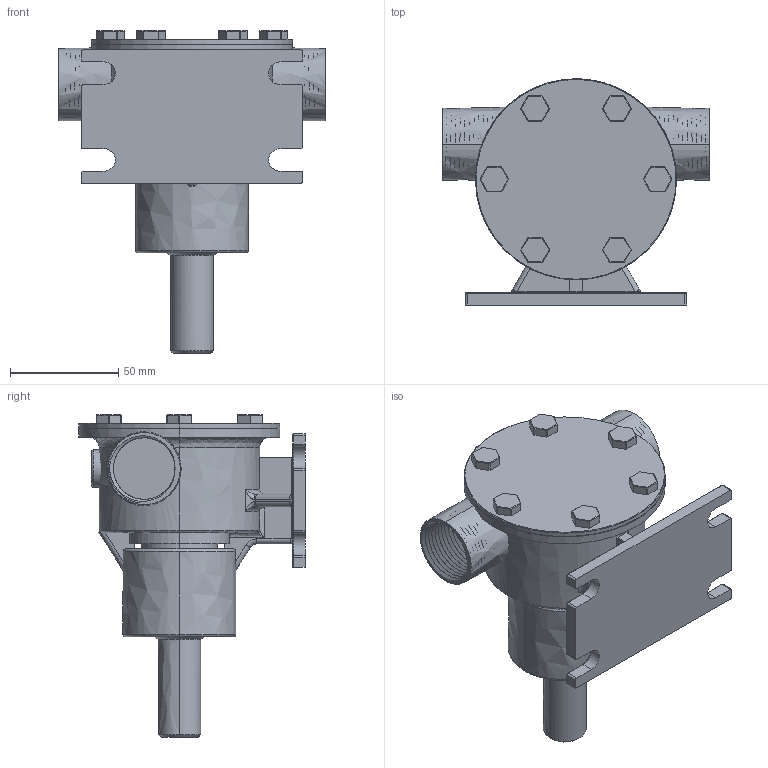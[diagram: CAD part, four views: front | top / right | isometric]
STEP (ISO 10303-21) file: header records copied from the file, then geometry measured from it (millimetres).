
FILE_DESCRIPTION(('FreeCAD Model'),'2;1');
FILE_NAME('Open CASCADE Shape Model','2025-05-04T01:00:16',('FreeCAD'),( 'FreeCAD'),'Open CASCADE STEP processor 7.6','FreeCAD','Unknown');
FILE_SCHEMA(('AUTOMOTIVE_DESIGN { 1 0 10303 214 1 1 1 1 }'));
Length unit declared in the file: millimetre
Products named in the file (1): Open CASCADE STEP translator 7.6 1
Bounding box: 123 x 104.43 x 149.1 mm (x, y, z)
Volume: 396714.6 mm3; surface area: 71995.9 mm2
Topology: 1 solids, 1 shells, 392 faces, 1049 edges, 656 vertices
Faces by surface type: bspline 392
Entity records: 17805 total; most frequent: CARTESIAN_POINT 11994, ORIENTED_EDGE 2072, EDGE_CURVE 1036, B_SPLINE_CURVE_WITH_KNOTS 658, VERTEX_POINT 656, FACE_BOUND 406, EDGE_LOOP 406, ADVANCED_FACE 392
